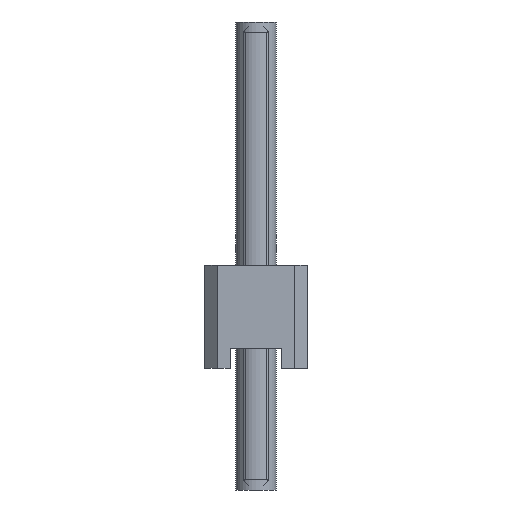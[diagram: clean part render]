
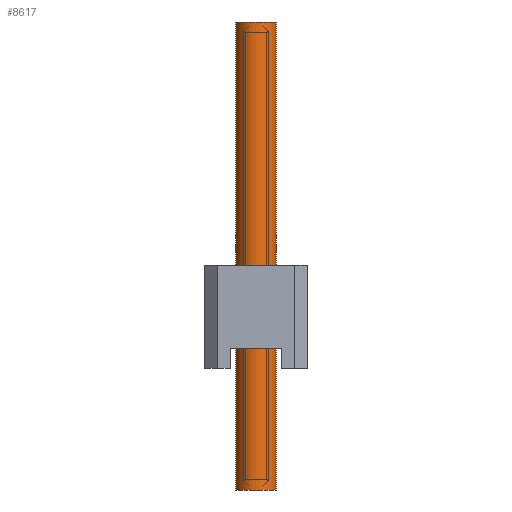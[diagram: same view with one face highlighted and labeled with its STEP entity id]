
A CAD part, left-side view. The second image highlights one B-rep face of the part: STEP entity #8617.
In plain terms, the highlighted cylindrical face has radius 0.5 mm (diameter 1 mm), a full revolution.
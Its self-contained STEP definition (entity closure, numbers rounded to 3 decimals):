
#139=CIRCLE('',#9102,0.5);
#140=CIRCLE('',#9103,0.5);
#384=CYLINDRICAL_SURFACE('',#9101,0.5);
#613=ORIENTED_EDGE('',*,*,#3135,.F.);
#614=ORIENTED_EDGE('',*,*,#3136,.T.);
#3135=EDGE_CURVE('',#4405,#4405,#139,.T.);
#3136=EDGE_CURVE('',#4406,#4406,#140,.T.);
#4405=VERTEX_POINT('',#12345);
#4406=VERTEX_POINT('',#12347);
#7321=EDGE_LOOP('',(#613));
#7322=EDGE_LOOP('',(#614));
#7813=FACE_BOUND('',#7321,.T.);
#7814=FACE_BOUND('',#7322,.T.);
#8617=ADVANCED_FACE('',(#7813,#7814),#384,.F.);
#9101=AXIS2_PLACEMENT_3D('',#12343,#9882,#9883);
#9102=AXIS2_PLACEMENT_3D('',#12344,#9884,#9885);
#9103=AXIS2_PLACEMENT_3D('',#12346,#9886,#9887);
#9882=DIRECTION('',(0.,0.,1.));
#9883=DIRECTION('',(1.,0.,0.));
#9884=DIRECTION('',(0.,0.,-1.));
#9885=DIRECTION('',(1.,0.,0.));
#9886=DIRECTION('',(0.,0.,-1.));
#9887=DIRECTION('',(1.,0.,0.));
#12343=CARTESIAN_POINT('',(0.,0.,0.));
#12344=CARTESIAN_POINT('',(0.,0.,11.54));
#12345=CARTESIAN_POINT('',(0.5,0.,11.54));
#12346=CARTESIAN_POINT('',(0.,0.,0.));
#12347=CARTESIAN_POINT('',(0.5,0.,0.));
